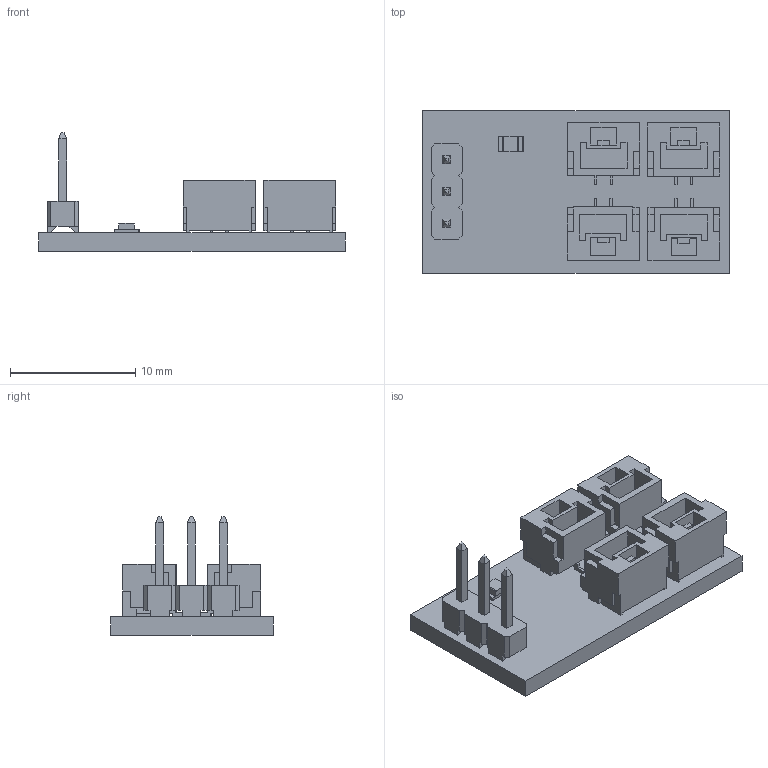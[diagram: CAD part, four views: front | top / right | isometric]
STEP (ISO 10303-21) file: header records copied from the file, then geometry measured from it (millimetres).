
FILE_DESCRIPTION(/* description */ (''),/* implementation_level */ '2;1');
FILE_NAME(/* name */ 'SOS-ASM-LEAK-SENSOR-R1.step',/* time_stamp */ '2021-07-08T08:28:48+02:00',/* author */ (''),/* organization */ (''),/* preprocessor_version */ 'ST-DEVELOPER v18.1',/* originating_system */ 'Autodesk Translation Framework v10.9.0.1377',/* authorisation */ '');
FILE_SCHEMA (('AUTOMOTIVE_DESIGN { 1 0 10303 214 3 1 1 }'));
Length unit declared in the file: metre
Products named in the file (1): SOS-ASM-LEAK-SENSOR-R1
Bounding box: 24.5 x 13 x 9.5 mm (x, y, z)
Volume: 785.8 mm3; surface area: 1658.6 mm2
Topology: 15 solids, 15 shells, 446 faces, 1179 edges, 774 vertices
Faces by surface type: plane 444, cylinder 2
Entity records: 14003 total; most frequent: CARTESIAN_POINT 2400, ORIENTED_EDGE 2358, DIRECTION 2077, EDGE_CURVE 1179, LINE 1175, VECTOR 1175, VERTEX_POINT 774, EDGE_LOOP 465
